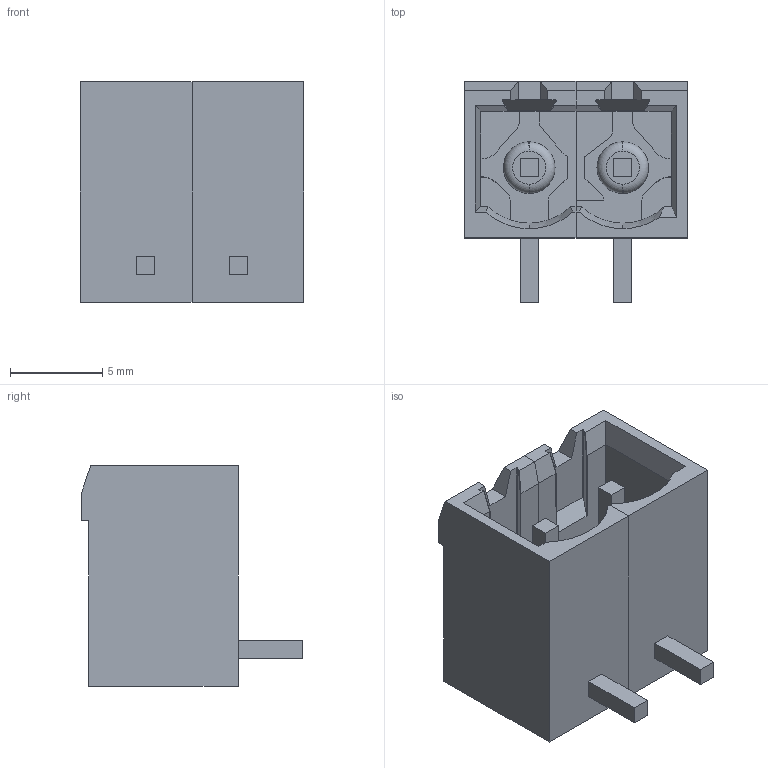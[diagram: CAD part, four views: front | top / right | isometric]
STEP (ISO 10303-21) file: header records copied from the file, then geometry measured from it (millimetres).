
FILE_DESCRIPTION(('STEP AP214'),'1');
FILE_NAME('20020110h021a01lf.stp','2016-05-16T03:06:39',('TraceParts'),('TraceParts S.A.'),'Spatial InterOp 3D',' ',' ');
FILE_SCHEMA(('automotive_design'));
Length unit declared in the file: millimetre
Products named in the file (2): 20020110-H02_ASM|Next assembly relationship#20020110-H-LEM;20020110-H-LEM; 20020110-H02_ASM|Next assembly relationship#20020110-H-REM;20020110-H-REM
Bounding box: 12.16 x 12 x 12 mm (x, y, z)
Volume: 636.7 mm3; surface area: 1273.3 mm2
Topology: 2 solids, 2 shells, 149 faces, 397 edges, 258 vertices
Faces by surface type: plane 103, cylinder 34, torus 8, cone 4
Entity records: 4715 total; most frequent: CARTESIAN_POINT 945, ORIENTED_EDGE 794, DIRECTION 755, EDGE_CURVE 397, LINE 299, VECTOR 299, VERTEX_POINT 258, AXIS2_PLACEMENT_3D 228
